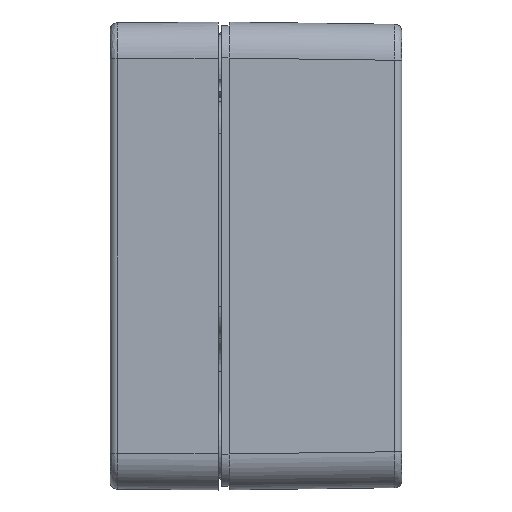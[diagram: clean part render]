
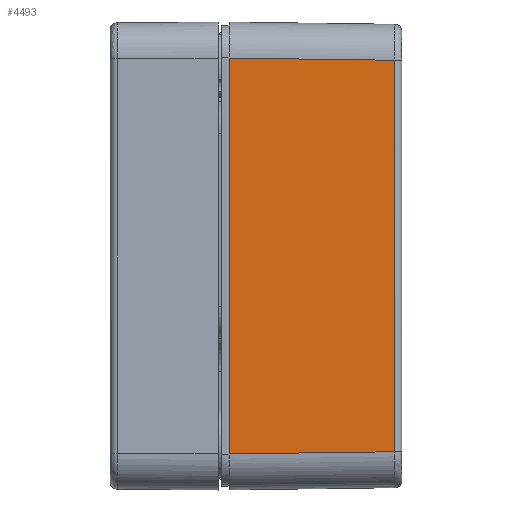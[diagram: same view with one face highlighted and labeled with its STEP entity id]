
A CAD part, left-side view. The second image highlights one B-rep face of the part: STEP entity #4493.
In plain terms, the highlighted planar face has unit normal (-1, -0.013, 0).
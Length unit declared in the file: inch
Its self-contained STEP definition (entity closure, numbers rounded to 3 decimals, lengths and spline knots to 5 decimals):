
#413 = VECTOR ( 'NONE', #577, 39.37008 ) ;
#577 = DIRECTION ( 'NONE',  ( 0., 0., -1. ) ) ;
#591 = EDGE_CURVE ( 'NONE', #18298, #7163, #9052, .T. ) ;
#677 = PLANE ( 'NONE',  #6971 ) ;
#1536 = DIRECTION ( 'NONE',  ( 0., 0., -1. ) ) ;
#2868 = DIRECTION ( 'NONE',  ( -1., -0.013, 0. ) ) ;
#3978 = EDGE_CURVE ( 'NONE', #6086, #8421, #4397, .T. ) ;
#4397 = LINE ( 'NONE', #15993, #11416 ) ;
#4493 = ADVANCED_FACE ( 'NONE', ( #8815 ), #677, .T. ) ;
#4680 = CARTESIAN_POINT ( 'NONE',  ( -0.48857, -0.9454, -0.26822 ) ) ;
#4773 = CARTESIAN_POINT ( 'NONE',  ( -0.48857, -0.9454, 1.87242 ) ) ;
#6086 = VERTEX_POINT ( 'NONE', #4680 ) ;
#6476 = ORIENTED_EDGE ( 'NONE', *, *, #3978, .F. ) ;
#6971 = AXIS2_PLACEMENT_3D ( 'NONE', #12526, #2868, #16653 ) ;
#7163 = VERTEX_POINT ( 'NONE', #10467 ) ;
#7735 = CARTESIAN_POINT ( 'NONE',  ( -0.48857, -0.9454, 0.16234 ) ) ;
#7834 = VECTOR ( 'NONE', #1536, 39.37008 ) ;
#8252 = EDGE_CURVE ( 'NONE', #18298, #6086, #15447, .T. ) ;
#8421 = VERTEX_POINT ( 'NONE', #21239 ) ;
#8642 = ORIENTED_EDGE ( 'NONE', *, *, #8252, .F. ) ;
#8815 = FACE_OUTER_BOUND ( 'NONE', #12175, .T. ) ;
#8894 = EDGE_CURVE ( 'NONE', #7163, #8421, #18490, .T. ) ;
#9052 = LINE ( 'NONE', #4773, #16211 ) ;
#10467 = CARTESIAN_POINT ( 'NONE',  ( -0.50043, -0.03937, 1.88428 ) ) ;
#11416 = VECTOR ( 'NONE', #12248, 39.37008 ) ;
#12175 = EDGE_LOOP ( 'NONE', ( #8642, #16139, #21188, #6476 ) ) ;
#12248 = DIRECTION ( 'NONE',  ( -0.013, 1., -0.013 ) ) ;
#12526 = CARTESIAN_POINT ( 'NONE',  ( -0.50095, 0., -0.47743 ) ) ;
#12619 = DIRECTION ( 'NONE',  ( -0.013, 1., 0.013 ) ) ;
#13087 = CARTESIAN_POINT ( 'NONE',  ( -0.48857, -0.9454, 1.87242 ) ) ;
#15447 = LINE ( 'NONE', #7735, #7834 ) ;
#15993 = CARTESIAN_POINT ( 'NONE',  ( -0.50076, -0.01417, -0.28041 ) ) ;
#16139 = ORIENTED_EDGE ( 'NONE', *, *, #591, .T. ) ;
#16211 = VECTOR ( 'NONE', #12619, 39.37008 ) ;
#16653 = DIRECTION ( 'NONE',  ( -0.013, 1., 0. ) ) ;
#18228 = CARTESIAN_POINT ( 'NONE',  ( -0.50043, -0.03937, -0.47743 ) ) ;
#18298 = VERTEX_POINT ( 'NONE', #13087 ) ;
#18490 = LINE ( 'NONE', #18228, #413 ) ;
#21188 = ORIENTED_EDGE ( 'NONE', *, *, #8894, .T. ) ;
#21239 = CARTESIAN_POINT ( 'NONE',  ( -0.50043, -0.03937, -0.28008 ) ) ;
